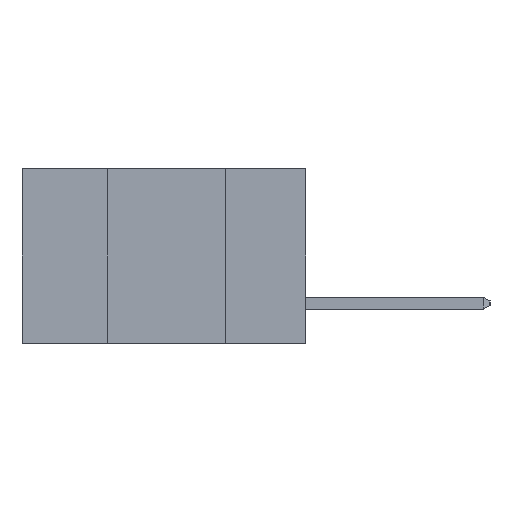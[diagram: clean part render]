
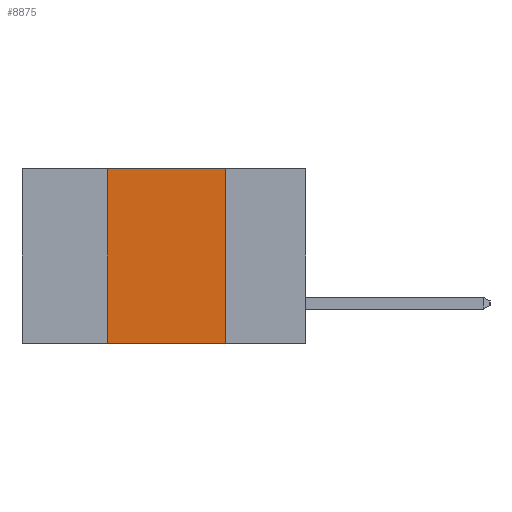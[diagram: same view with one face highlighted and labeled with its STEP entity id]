
A CAD part, left-side view. The second image highlights one B-rep face of the part: STEP entity #8875.
In plain terms, the highlighted planar face has unit normal (-1, 0, 0).
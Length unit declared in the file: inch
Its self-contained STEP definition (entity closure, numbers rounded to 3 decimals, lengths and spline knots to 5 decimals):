
#69 = EDGE_LOOP ( 'NONE', ( #21398, #5516, #17726, #10590 ) ) ;
#257 = VECTOR ( 'NONE', #4253, 39.37008 ) ;
#281 = LINE ( 'NONE', #8327, #4883 ) ;
#575 = CARTESIAN_POINT ( 'NONE',  ( 0., 0.6, -0.37 ) ) ;
#2286 = VERTEX_POINT ( 'NONE', #18335 ) ;
#2355 = EDGE_CURVE ( 'NONE', #4145, #2286, #281, .T. ) ;
#2816 = EDGE_CURVE ( 'NONE', #3012, #10894, #13804, .T. ) ;
#2834 = CARTESIAN_POINT ( 'NONE',  ( 0., 0.17, -0.37 ) ) ;
#3012 = VERTEX_POINT ( 'NONE', #21410 ) ;
#4145 = VERTEX_POINT ( 'NONE', #17018 ) ;
#4253 = DIRECTION ( 'NONE',  ( 0., -1., 0. ) ) ;
#4255 = LINE ( 'NONE', #13109, #8766 ) ;
#4883 = VECTOR ( 'NONE', #13780, 39.37008 ) ;
#5516 = ORIENTED_EDGE ( 'NONE', *, *, #2355, .F. ) ;
#8327 = CARTESIAN_POINT ( 'NONE',  ( 0., 0.6, 0. ) ) ;
#8766 = VECTOR ( 'NONE', #13245, 39.37008 ) ;
#8875 = ADVANCED_FACE ( 'NONE', ( #20009 ), #16989, .F. ) ;
#9264 = EDGE_CURVE ( 'NONE', #2286, #10894, #13464, .T. ) ;
#10590 = ORIENTED_EDGE ( 'NONE', *, *, #2816, .T. ) ;
#10894 = VERTEX_POINT ( 'NONE', #2834 ) ;
#12575 = AXIS2_PLACEMENT_3D ( 'NONE', #16876, #16835, #16811 ) ;
#12619 = EDGE_CURVE ( 'NONE', #3012, #4145, #4255, .T. ) ;
#12670 = CARTESIAN_POINT ( 'NONE',  ( 0., 0.17, -0.37 ) ) ;
#12929 = DIRECTION ( 'NONE',  ( 0., 0., -1. ) ) ;
#13109 = CARTESIAN_POINT ( 'NONE',  ( 0., 0.42, -0.37 ) ) ;
#13245 = DIRECTION ( 'NONE',  ( 0., 0., 1. ) ) ;
#13464 = LINE ( 'NONE', #12670, #20979 ) ;
#13780 = DIRECTION ( 'NONE',  ( 0., -1., 0. ) ) ;
#13804 = LINE ( 'NONE', #575, #257 ) ;
#16811 = DIRECTION ( 'NONE',  ( 0., 0., -1. ) ) ;
#16835 = DIRECTION ( 'NONE',  ( 1., 0., 0. ) ) ;
#16876 = CARTESIAN_POINT ( 'NONE',  ( 0., 0.6, 0. ) ) ;
#16989 = PLANE ( 'NONE',  #12575 ) ;
#17018 = CARTESIAN_POINT ( 'NONE',  ( 0., 0.42, 0. ) ) ;
#17726 = ORIENTED_EDGE ( 'NONE', *, *, #12619, .F. ) ;
#18335 = CARTESIAN_POINT ( 'NONE',  ( 0., 0.17, 0. ) ) ;
#20009 = FACE_OUTER_BOUND ( 'NONE', #69, .T. ) ;
#20979 = VECTOR ( 'NONE', #12929, 39.37008 ) ;
#21398 = ORIENTED_EDGE ( 'NONE', *, *, #9264, .F. ) ;
#21410 = CARTESIAN_POINT ( 'NONE',  ( 0., 0.42, -0.37 ) ) ;
